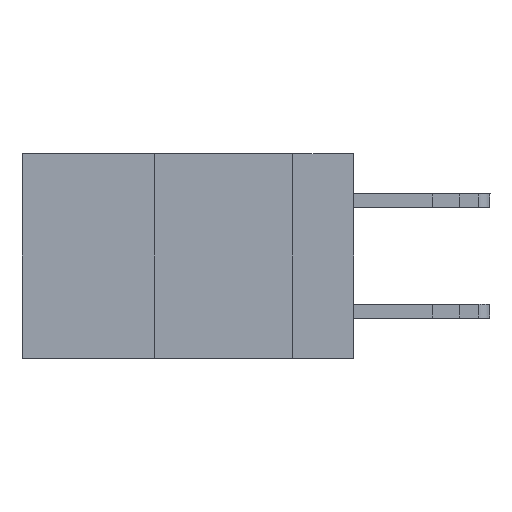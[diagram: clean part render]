
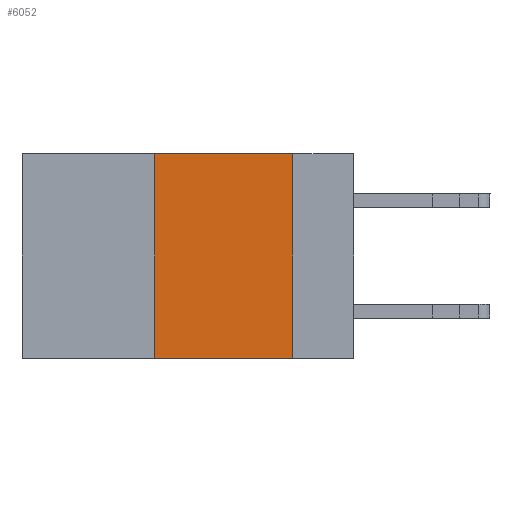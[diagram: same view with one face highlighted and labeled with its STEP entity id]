
A CAD part, left-side view. The second image highlights one B-rep face of the part: STEP entity #6052.
In plain terms, the highlighted planar face has unit normal (-1, 0, 0).
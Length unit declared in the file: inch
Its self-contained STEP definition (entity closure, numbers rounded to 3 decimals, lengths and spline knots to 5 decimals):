
#468 = ORIENTED_EDGE ( 'NONE', *, *, #14926, .F. ) ;
#1037 = CARTESIAN_POINT ( 'NONE',  ( 0., 0.11, 0. ) ) ;
#1115 = CARTESIAN_POINT ( 'NONE',  ( 0., 0.6, 0. ) ) ;
#1532 = CARTESIAN_POINT ( 'NONE',  ( 0., 0.6, 0. ) ) ;
#2112 = VECTOR ( 'NONE', #4102, 39.37008 ) ;
#2857 = DIRECTION ( 'NONE',  ( 0., -1., 0. ) ) ;
#4102 = DIRECTION ( 'NONE',  ( 0., 0., -1. ) ) ;
#4731 = VECTOR ( 'NONE', #5131, 39.37008 ) ;
#4812 = DIRECTION ( 'NONE',  ( 0., 0., -1. ) ) ;
#5131 = DIRECTION ( 'NONE',  ( 0., -1., 0. ) ) ;
#6052 = ADVANCED_FACE ( 'NONE', ( #15001 ), #7064, .F. ) ;
#7064 = PLANE ( 'NONE',  #13626 ) ;
#8023 = VERTEX_POINT ( 'NONE', #8902 ) ;
#8110 = ORIENTED_EDGE ( 'NONE', *, *, #10015, .T. ) ;
#8902 = CARTESIAN_POINT ( 'NONE',  ( 0., 0.36, 0. ) ) ;
#9524 = LINE ( 'NONE', #1532, #4731 ) ;
#9789 = VECTOR ( 'NONE', #2857, 39.37008 ) ;
#10015 = EDGE_CURVE ( 'NONE', #10827, #12127, #15434, .T. ) ;
#10827 = VERTEX_POINT ( 'NONE', #11815 ) ;
#11172 = EDGE_CURVE ( 'NONE', #8023, #14788, #9524, .T. ) ;
#11250 = CARTESIAN_POINT ( 'NONE',  ( 0., 0.36, 0. ) ) ;
#11295 = CARTESIAN_POINT ( 'NONE',  ( 0., 0.11, 0. ) ) ;
#11815 = CARTESIAN_POINT ( 'NONE',  ( 0., 0.36, -0.37 ) ) ;
#11951 = LINE ( 'NONE', #11295, #2112 ) ;
#12127 = VERTEX_POINT ( 'NONE', #15721 ) ;
#12569 = EDGE_LOOP ( 'NONE', ( #15138, #14256, #468, #8110 ) ) ;
#13256 = EDGE_CURVE ( 'NONE', #14788, #12127, #11951, .T. ) ;
#13626 = AXIS2_PLACEMENT_3D ( 'NONE', #1115, #15605, #4812 ) ;
#13628 = CARTESIAN_POINT ( 'NONE',  ( 0., 0.6, -0.37 ) ) ;
#14256 = ORIENTED_EDGE ( 'NONE', *, *, #11172, .F. ) ;
#14788 = VERTEX_POINT ( 'NONE', #1037 ) ;
#14926 = EDGE_CURVE ( 'NONE', #10827, #8023, #21732, .T. ) ;
#14946 = DIRECTION ( 'NONE',  ( 0., 0., 1. ) ) ;
#15001 = FACE_OUTER_BOUND ( 'NONE', #12569, .T. ) ;
#15138 = ORIENTED_EDGE ( 'NONE', *, *, #13256, .F. ) ;
#15434 = LINE ( 'NONE', #13628, #9789 ) ;
#15605 = DIRECTION ( 'NONE',  ( 1., 0., 0. ) ) ;
#15721 = CARTESIAN_POINT ( 'NONE',  ( 0., 0.11, -0.37 ) ) ;
#17537 = VECTOR ( 'NONE', #14946, 39.37008 ) ;
#21732 = LINE ( 'NONE', #11250, #17537 ) ;
